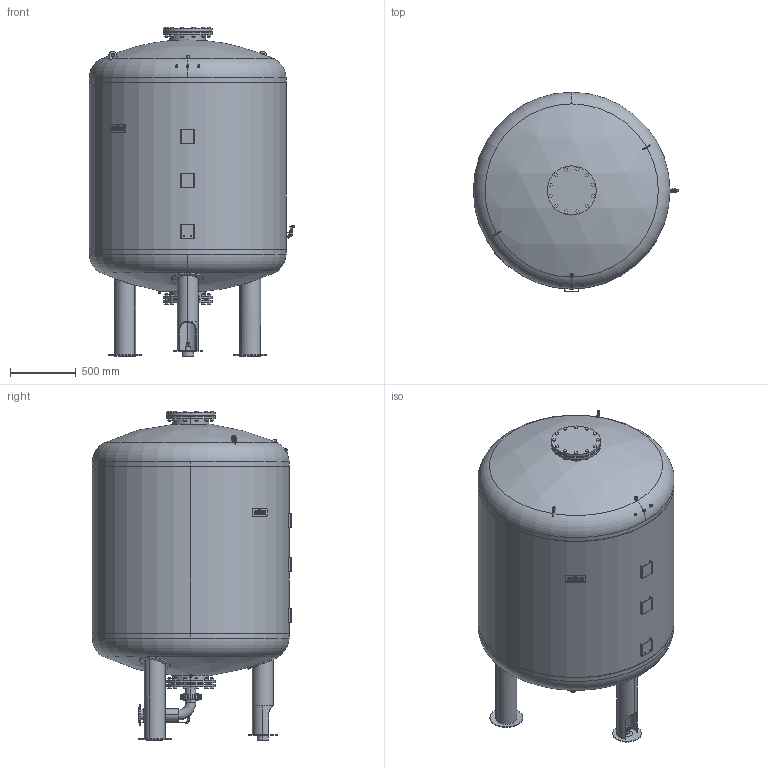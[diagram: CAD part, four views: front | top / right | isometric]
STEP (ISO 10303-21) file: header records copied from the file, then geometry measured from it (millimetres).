
FILE_DESCRIPTION((''),'2;1');
FILE_NAME('3d_RG3000_10bar-7650605.stp','2010-09-15T12:57:58',(''),(''),'Mechanical Desktop 2009','Mechanical Desktop 2009',', , ');
FILE_SCHEMA(('CONFIG_CONTROL_DESIGN'));
Length unit declared in the file: millimetre
Products named in the file (1): Product
Bounding box: 1566 x 1520 x 2516 mm (x, y, z)
Volume: 3106451702.9 mm3; surface area: 20825170 mm2
Topology: 33 solids, 33 shells, 1142 faces, 2735 edges, 1767 vertices
Faces by surface type: plane 640, cylinder 270, cone 104, bspline 96, torus 20, sphere 12
Entity records: 35756 total; most frequent: CARTESIAN_POINT 8739, DIRECTION 5607, ORIENTED_EDGE 5434, EDGE_CURVE 2717, AXIS2_PLACEMENT_3D 1911, VECTOR 1785, LINE 1785, VERTEX_POINT 1767
